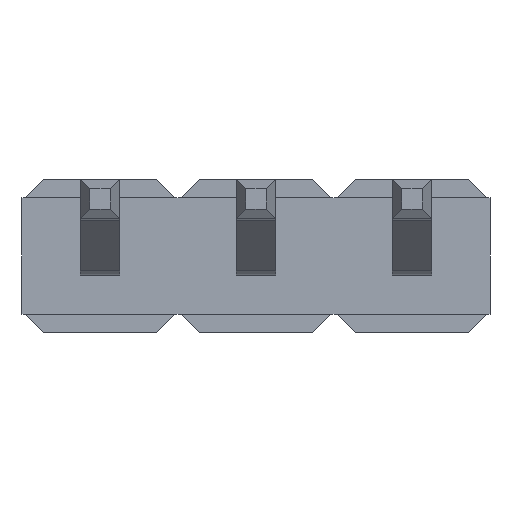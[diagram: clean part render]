
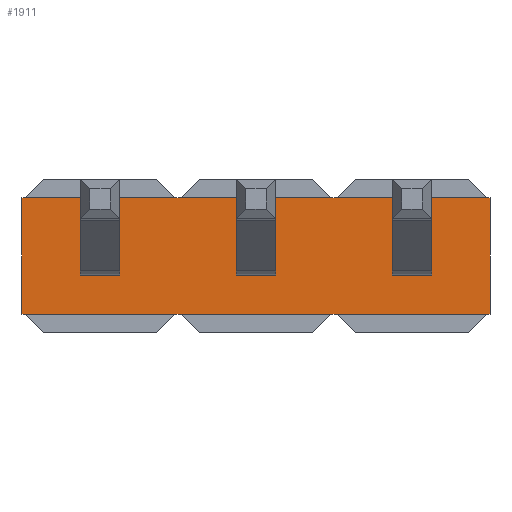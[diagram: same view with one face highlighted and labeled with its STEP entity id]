
A CAD part, front view. The second image highlights one B-rep face of the part: STEP entity #1911.
In plain terms, the highlighted planar face has unit normal (0, -1, 0).
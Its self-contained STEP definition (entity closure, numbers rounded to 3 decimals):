
#178=DIRECTION('',(1.,0.,0.));
#179=VECTOR('',#178,0.64);
#180=CARTESIAN_POINT('',(-0.32,-0.5,1.57));
#181=LINE('',#180,#179);
#185=DIRECTION('',(0.,0.,1.));
#186=VECTOR('',#185,0.64);
#187=CARTESIAN_POINT('',(-0.32,-0.5,0.93));
#188=LINE('',#187,#186);
#192=DIRECTION('',(-1.,0.,0.));
#193=VECTOR('',#192,0.64);
#194=CARTESIAN_POINT('',(0.32,-0.5,0.93));
#195=LINE('',#194,#193);
#199=DIRECTION('',(0.,0.,-1.));
#200=VECTOR('',#199,0.64);
#201=CARTESIAN_POINT('',(0.32,-0.5,1.57));
#202=LINE('',#201,#200);
#206=DIRECTION('',(1.,0.,0.));
#207=VECTOR('',#206,0.64);
#208=CARTESIAN_POINT('',(2.22,-0.5,1.57));
#209=LINE('',#208,#207);
#213=DIRECTION('',(0.,0.,1.));
#214=VECTOR('',#213,0.64);
#215=CARTESIAN_POINT('',(2.22,-0.5,0.93));
#216=LINE('',#215,#214);
#220=DIRECTION('',(-1.,0.,0.));
#221=VECTOR('',#220,0.64);
#222=CARTESIAN_POINT('',(2.86,-0.5,0.93));
#223=LINE('',#222,#221);
#227=DIRECTION('',(0.,0.,-1.));
#228=VECTOR('',#227,0.64);
#229=CARTESIAN_POINT('',(2.86,-0.5,1.57));
#230=LINE('',#229,#228);
#234=DIRECTION('',(-1.,0.,0.));
#235=VECTOR('',#234,0.05);
#236=CARTESIAN_POINT('',(6.35,-0.5,2.2));
#237=LINE('',#236,#235);
#241=DIRECTION('',(-1.,0.,0.));
#242=VECTOR('',#241,0.05);
#243=CARTESIAN_POINT('',(6.35,-0.5,0.3));
#244=LINE('',#243,#242);
#248=DIRECTION('',(-1.,0.,0.));
#249=VECTOR('',#248,2.44);
#250=CARTESIAN_POINT('',(6.3,-0.5,0.3));
#251=LINE('',#250,#249);
#255=DIRECTION('',(-1.,0.,0.));
#256=VECTOR('',#255,2.44);
#257=CARTESIAN_POINT('',(3.76,-0.5,0.3));
#258=LINE('',#257,#256);
#262=DIRECTION('',(-1.,0.,0.));
#263=VECTOR('',#262,2.44);
#264=CARTESIAN_POINT('',(1.22,-0.5,0.3));
#265=LINE('',#264,#263);
#269=DIRECTION('',(1.,0.,0.));
#270=VECTOR('',#269,0.05);
#271=CARTESIAN_POINT('',(-1.27,-0.5,0.3));
#272=LINE('',#271,#270);
#276=DIRECTION('',(1.,0.,0.));
#277=VECTOR('',#276,0.05);
#278=CARTESIAN_POINT('',(-1.27,-0.5,2.2));
#279=LINE('',#278,#277);
#283=DIRECTION('',(1.,0.,0.));
#284=VECTOR('',#283,0.64);
#285=CARTESIAN_POINT('',(4.76,-0.5,1.57));
#286=LINE('',#285,#284);
#290=DIRECTION('',(0.,0.,1.));
#291=VECTOR('',#290,0.64);
#292=CARTESIAN_POINT('',(4.76,-0.5,0.93));
#293=LINE('',#292,#291);
#297=DIRECTION('',(-1.,0.,0.));
#298=VECTOR('',#297,0.64);
#299=CARTESIAN_POINT('',(5.4,-0.5,0.93));
#300=LINE('',#299,#298);
#304=DIRECTION('',(0.,0.,-1.));
#305=VECTOR('',#304,0.64);
#306=CARTESIAN_POINT('',(5.4,-0.5,1.57));
#307=LINE('',#306,#305);
#878=DIRECTION('',(1.,0.,0.));
#879=VECTOR('',#878,0.1);
#880=CARTESIAN_POINT('',(3.76,-0.5,0.3));
#881=LINE('',#880,#879);
#1011=DIRECTION('',(-1.,0.,0.));
#1012=VECTOR('',#1011,0.1);
#1013=CARTESIAN_POINT('',(3.86,-0.5,2.2));
#1014=LINE('',#1013,#1012);
#1039=DIRECTION('',(-1.,0.,0.));
#1040=VECTOR('',#1039,2.44);
#1041=CARTESIAN_POINT('',(3.76,-0.5,2.2));
#1042=LINE('',#1041,#1040);
#1109=DIRECTION('',(-1.,0.,0.));
#1110=VECTOR('',#1109,0.1);
#1111=CARTESIAN_POINT('',(1.32,-0.5,2.2));
#1112=LINE('',#1111,#1110);
#1158=DIRECTION('',(-1.,0.,0.));
#1159=VECTOR('',#1158,2.44);
#1160=CARTESIAN_POINT('',(1.22,-0.5,2.2));
#1161=LINE('',#1160,#1159);
#1291=DIRECTION('',(0.,0.,1.));
#1292=VECTOR('',#1291,1.9);
#1293=CARTESIAN_POINT('',(-1.27,-0.5,0.3));
#1294=LINE('',#1293,#1292);
#1340=DIRECTION('',(1.,0.,0.));
#1341=VECTOR('',#1340,0.1);
#1342=CARTESIAN_POINT('',(1.22,-0.5,0.3));
#1343=LINE('',#1342,#1341);
#1396=DIRECTION('',(0.,0.,1.));
#1397=VECTOR('',#1396,1.9);
#1398=CARTESIAN_POINT('',(6.35,-0.5,0.3));
#1399=LINE('',#1398,#1397);
#1438=DIRECTION('',(-1.,0.,0.));
#1439=VECTOR('',#1438,2.44);
#1440=CARTESIAN_POINT('',(6.3,-0.5,2.2));
#1441=LINE('',#1440,#1439);
#1445=CARTESIAN_POINT('',(-1.27,-0.5,0.3));
#1446=CARTESIAN_POINT('',(-1.27,-0.5,2.2));
#1447=VERTEX_POINT('',#1445);
#1448=VERTEX_POINT('',#1446);
#1453=CARTESIAN_POINT('',(1.22,-0.5,0.3));
#1454=VERTEX_POINT('',#1453);
#1458=CARTESIAN_POINT('',(-1.22,-0.5,0.3));
#1460=VERTEX_POINT('',#1458);
#1469=CARTESIAN_POINT('',(-1.22,-0.5,2.2));
#1470=VERTEX_POINT('',#1469);
#1473=CARTESIAN_POINT('',(1.22,-0.5,2.2));
#1475=VERTEX_POINT('',#1473);
#1489=CARTESIAN_POINT('',(-0.32,-0.5,1.57));
#1490=CARTESIAN_POINT('',(0.32,-0.5,1.57));
#1491=VERTEX_POINT('',#1489);
#1492=VERTEX_POINT('',#1490);
#1493=CARTESIAN_POINT('',(0.32,-0.5,0.93));
#1494=VERTEX_POINT('',#1493);
#1495=CARTESIAN_POINT('',(-0.32,-0.5,0.93));
#1496=VERTEX_POINT('',#1495);
#1530=CARTESIAN_POINT('',(2.22,-0.5,1.57));
#1532=VERTEX_POINT('',#1530);
#1534=CARTESIAN_POINT('',(2.86,-0.5,1.57));
#1536=VERTEX_POINT('',#1534);
#1538=CARTESIAN_POINT('',(2.86,-0.5,0.93));
#1540=VERTEX_POINT('',#1538);
#1542=CARTESIAN_POINT('',(2.22,-0.5,0.93));
#1544=VERTEX_POINT('',#1542);
#1570=CARTESIAN_POINT('',(4.76,-0.5,1.57));
#1572=VERTEX_POINT('',#1570);
#1574=CARTESIAN_POINT('',(5.4,-0.5,1.57));
#1576=VERTEX_POINT('',#1574);
#1578=CARTESIAN_POINT('',(5.4,-0.5,0.93));
#1580=VERTEX_POINT('',#1578);
#1582=CARTESIAN_POINT('',(4.76,-0.5,0.93));
#1584=VERTEX_POINT('',#1582);
#1613=CARTESIAN_POINT('',(3.76,-0.5,0.3));
#1614=VERTEX_POINT('',#1613);
#1617=CARTESIAN_POINT('',(1.32,-0.5,0.3));
#1619=VERTEX_POINT('',#1617);
#1629=CARTESIAN_POINT('',(1.32,-0.5,2.2));
#1630=VERTEX_POINT('',#1629);
#1633=CARTESIAN_POINT('',(3.76,-0.5,2.2));
#1635=VERTEX_POINT('',#1633);
#1649=CARTESIAN_POINT('',(6.35,-0.5,0.3));
#1650=CARTESIAN_POINT('',(6.35,-0.5,2.2));
#1651=VERTEX_POINT('',#1649);
#1652=VERTEX_POINT('',#1650);
#1657=CARTESIAN_POINT('',(6.3,-0.5,0.3));
#1658=VERTEX_POINT('',#1657);
#1661=CARTESIAN_POINT('',(3.86,-0.5,0.3));
#1663=VERTEX_POINT('',#1661);
#1673=CARTESIAN_POINT('',(3.86,-0.5,2.2));
#1674=VERTEX_POINT('',#1673);
#1677=CARTESIAN_POINT('',(6.3,-0.5,2.2));
#1679=VERTEX_POINT('',#1677);
#1846=CARTESIAN_POINT('',(1.27,-0.5,0.3));
#1847=DIRECTION('',(0.,1.,0.));
#1848=DIRECTION('',(0.,0.,1.));
#1849=AXIS2_PLACEMENT_3D('',#1846,#1847,#1848);
#1850=PLANE('',#1849);
#1852=ORIENTED_EDGE('',*,*,#1851,.F.);
#1854=ORIENTED_EDGE('',*,*,#1853,.F.);
#1856=ORIENTED_EDGE('',*,*,#1855,.T.);
#1858=ORIENTED_EDGE('',*,*,#1857,.T.);
#1860=ORIENTED_EDGE('',*,*,#1859,.F.);
#1862=ORIENTED_EDGE('',*,*,#1861,.T.);
#1864=ORIENTED_EDGE('',*,*,#1863,.F.);
#1866=ORIENTED_EDGE('',*,*,#1865,.T.);
#1868=ORIENTED_EDGE('',*,*,#1867,.F.);
#1870=ORIENTED_EDGE('',*,*,#1869,.T.);
#1872=ORIENTED_EDGE('',*,*,#1871,.T.);
#1874=ORIENTED_EDGE('',*,*,#1873,.F.);
#1876=ORIENTED_EDGE('',*,*,#1875,.F.);
#1878=ORIENTED_EDGE('',*,*,#1877,.F.);
#1880=ORIENTED_EDGE('',*,*,#1879,.F.);
#1882=ORIENTED_EDGE('',*,*,#1881,.F.);
#1883=EDGE_LOOP('',(#1852,#1854,#1856,#1858,#1860,#1862,#1864,#1866,#1868,#1870,
#1872,#1874,#1876,#1878,#1880,#1882));
#1884=FACE_OUTER_BOUND('',#1883,.F.);
#1886=ORIENTED_EDGE('',*,*,#1885,.F.);
#1888=ORIENTED_EDGE('',*,*,#1887,.F.);
#1890=ORIENTED_EDGE('',*,*,#1889,.F.);
#1892=ORIENTED_EDGE('',*,*,#1891,.F.);
#1893=EDGE_LOOP('',(#1886,#1888,#1890,#1892));
#1894=FACE_BOUND('',#1893,.F.);
#1895=ORIENTED_EDGE('',*,*,#1798,.F.);
#1896=ORIENTED_EDGE('',*,*,#1813,.F.);
#1897=ORIENTED_EDGE('',*,*,#1827,.F.);
#1898=ORIENTED_EDGE('',*,*,#1840,.F.);
#1899=EDGE_LOOP('',(#1895,#1896,#1897,#1898));
#1900=FACE_BOUND('',#1899,.F.);
#1902=ORIENTED_EDGE('',*,*,#1901,.F.);
#1904=ORIENTED_EDGE('',*,*,#1903,.F.);
#1906=ORIENTED_EDGE('',*,*,#1905,.F.);
#1908=ORIENTED_EDGE('',*,*,#1907,.F.);
#1909=EDGE_LOOP('',(#1902,#1904,#1906,#1908));
#1910=FACE_BOUND('',#1909,.F.);
#1911=ADVANCED_FACE('',(#1884,#1894,#1900,#1910),#1850,.F.);
#1798=EDGE_CURVE('',#1491,#1492,#181,.T.);
#1813=EDGE_CURVE('',#1496,#1491,#188,.T.);
#1827=EDGE_CURVE('',#1494,#1496,#195,.T.);
#1840=EDGE_CURVE('',#1492,#1494,#202,.T.);
#1851=EDGE_CURVE('',#1652,#1679,#237,.T.);
#1853=EDGE_CURVE('',#1651,#1652,#1399,.T.);
#1855=EDGE_CURVE('',#1651,#1658,#244,.T.);
#1857=EDGE_CURVE('',#1658,#1663,#251,.T.);
#1859=EDGE_CURVE('',#1614,#1663,#881,.T.);
#1861=EDGE_CURVE('',#1614,#1619,#258,.T.);
#1863=EDGE_CURVE('',#1454,#1619,#1343,.T.);
#1865=EDGE_CURVE('',#1454,#1460,#265,.T.);
#1867=EDGE_CURVE('',#1447,#1460,#272,.T.);
#1869=EDGE_CURVE('',#1447,#1448,#1294,.T.);
#1871=EDGE_CURVE('',#1448,#1470,#279,.T.);
#1873=EDGE_CURVE('',#1475,#1470,#1161,.T.);
#1875=EDGE_CURVE('',#1630,#1475,#1112,.T.);
#1877=EDGE_CURVE('',#1635,#1630,#1042,.T.);
#1879=EDGE_CURVE('',#1674,#1635,#1014,.T.);
#1881=EDGE_CURVE('',#1679,#1674,#1441,.T.);
#1885=EDGE_CURVE('',#1532,#1536,#209,.T.);
#1887=EDGE_CURVE('',#1544,#1532,#216,.T.);
#1889=EDGE_CURVE('',#1540,#1544,#223,.T.);
#1891=EDGE_CURVE('',#1536,#1540,#230,.T.);
#1901=EDGE_CURVE('',#1572,#1576,#286,.T.);
#1903=EDGE_CURVE('',#1584,#1572,#293,.T.);
#1905=EDGE_CURVE('',#1580,#1584,#300,.T.);
#1907=EDGE_CURVE('',#1576,#1580,#307,.T.);
